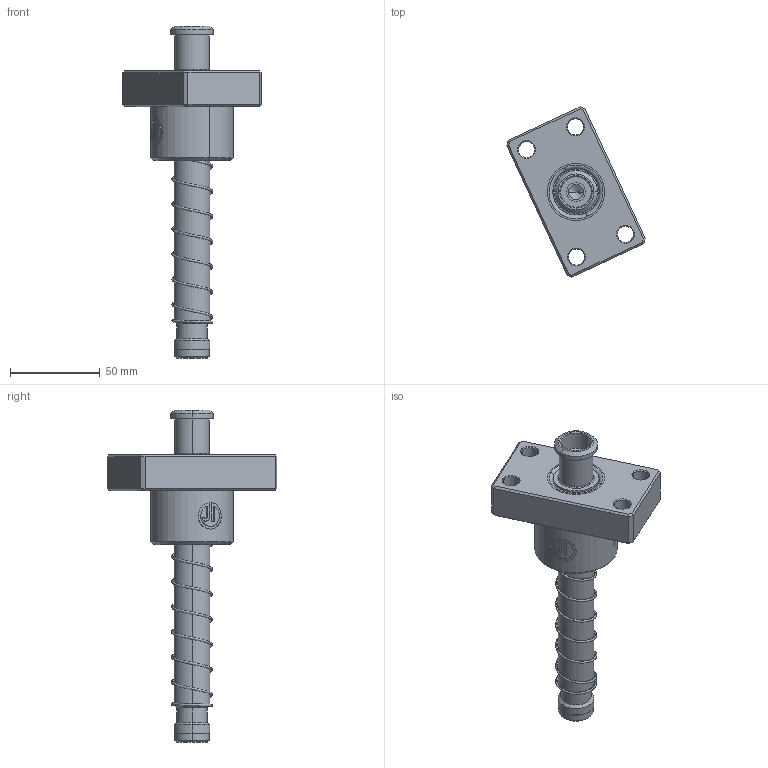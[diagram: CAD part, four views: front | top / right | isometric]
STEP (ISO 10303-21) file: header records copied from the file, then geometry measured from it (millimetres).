
FILE_DESCRIPTION (( 'STEP AP214' ), '1' );
FILE_NAME ('FKS FKJ-D20-L160.STEP', '2024-12-13T08:11:59', ( '111' ), ( '21222' ), 'SwSTEP 2.0', 'SolidWorks 2020', '' );
FILE_SCHEMA (( 'AUTOMOTIVE_DESIGN' ));
Length unit declared in the file: millimetre
Products named in the file (10): SAB-25; BJ BS-30.5-25.5-L50郪蚾; FKS FKJ-D20-L160; MGK-D25-L90; BALL-D3; SAB-25-1; BJ BS-30.5-25.5-L50; STMK-20; HWP-D27.5-d25.5-L40
Assembly tree (136 placements, depth 3):
  FKS FKJ-D20-L160
    MGK-D25-L90
    SAB-25
      SAB-25
      SAB-25-1
    HWP-D27.5-d25.5-L40
    BJ BS-30.5-25.5-L50郪蚾
      BJ BS-30.5-25.5-L50
      BALL-D3  x128
    STMK-20
Bounding box: 77.26 x 94.72 x 185 mm (x, y, z)
Volume: 158255.4 mm3; surface area: 62603 mm2
Topology: 134 solids, 134 shells, 662 faces, 2671 edges, 1765 vertices
Faces by surface type: sphere 512, plane 48, cylinder 42, cone 38, bspline 14, torus 8
Entity records: 27978 total; most frequent: CARTESIAN_POINT 16583, ORIENTED_EDGE 2256, DIRECTION 2016, EDGE_CURVE 1128, AXIS2_PLACEMENT_3D 929, VERTEX_POINT 729, EDGE_LOOP 675, B_SPLINE_CURVE_WITH_KNOTS 577
